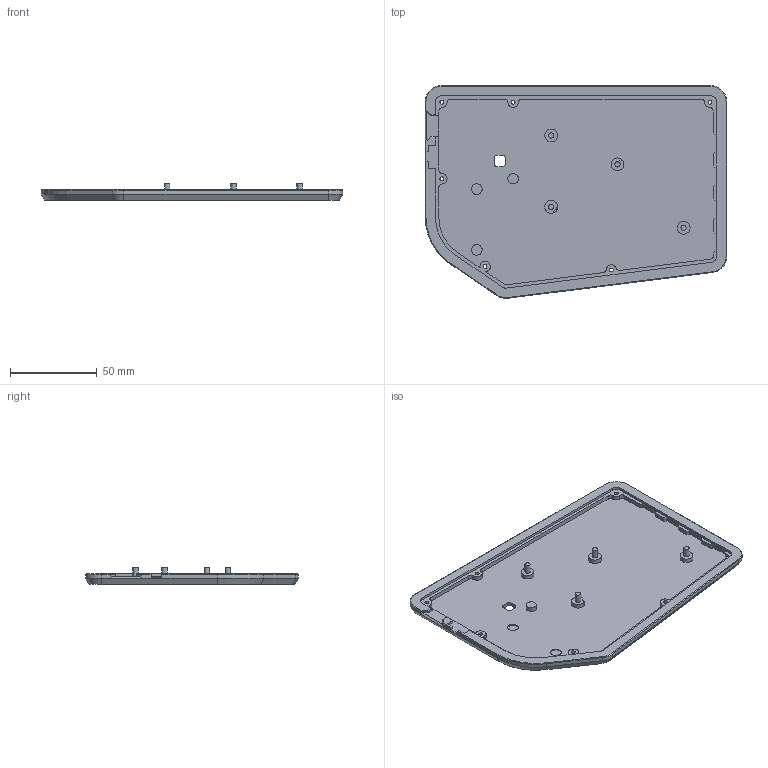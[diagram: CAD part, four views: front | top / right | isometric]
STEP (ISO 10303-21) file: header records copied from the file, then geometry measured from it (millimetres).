
FILE_DESCRIPTION(('FreeCAD Model'),'2;1');
FILE_NAME('Open CASCADE Shape Model','2025-04-21T11:46:31',(''),(''), 'Open CASCADE STEP processor 7.7','FreeCAD','Unknown');
FILE_SCHEMA(('AUTOMOTIVE_DESIGN { 1 0 10303 214 1 1 1 1 }'));
Length unit declared in the file: millimetre
Products named in the file (1): BottomCase
Bounding box: 173.4 x 122.4 x 9.6 mm (x, y, z)
Volume: 52108 mm3; surface area: 43900.1 mm2
Topology: 1 solids, 1 shells, 167 faces, 434 edges, 280 vertices
Faces by surface type: plane 101, cylinder 50, cone 16
Full cylindrical faces by diameter (mm): 2.2 x6, 3 x4, 6 x1, 6.2 x2, 7.4 x4
Entity records: 5134 total; most frequent: DIRECTION 890, CARTESIAN_POINT 888, ORIENTED_EDGE 868, EDGE_CURVE 434, LINE 302, VECTOR 302, AXIS2_PLACEMENT_3D 294, VERTEX_POINT 280
